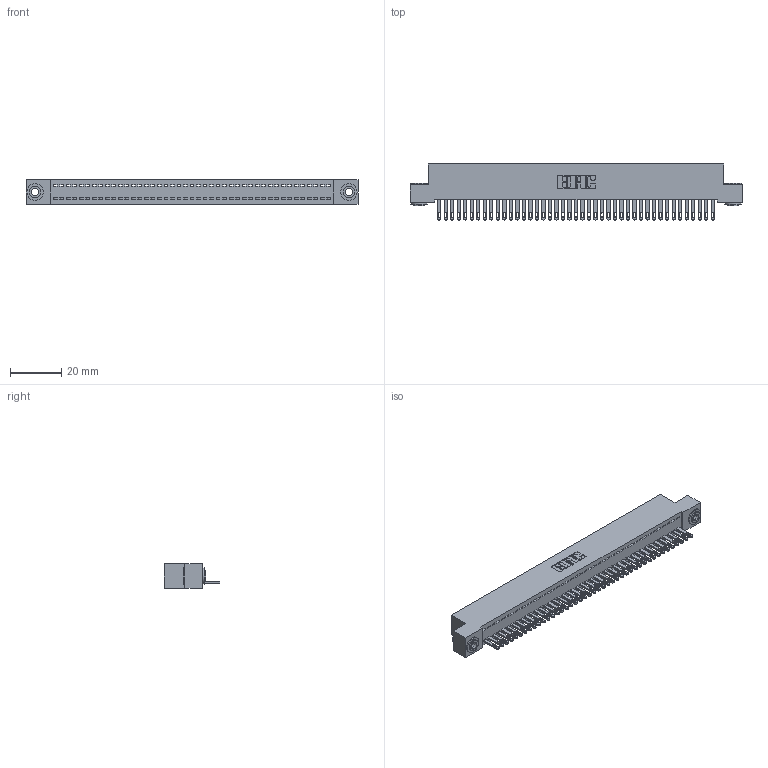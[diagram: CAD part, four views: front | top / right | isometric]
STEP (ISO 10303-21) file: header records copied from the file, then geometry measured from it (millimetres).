
FILE_DESCRIPTION (( 'STEP AP203' ), '1' );
FILE_NAME ('342-043-500-103.STEP', '2018-08-12T13:36:50', ( '' ), ( '' ), 'SwSTEP 2.0', 'SolidWorks 2016', '' );
FILE_SCHEMA (( 'CONFIG_CONTROL_DESIGN' ));
Length unit declared in the file: inch
Products named in the file (4): 342 Part_.156 TH; 345-292-001_345-293-100; 342-250-002_345-250-002-102; 342-043-500-103
Assembly tree (46 placements, depth 2):
  342-043-500-103
    342 Part_.156 TH
    345-292-001_345-293-100  x43
    342-250-002_345-250-002-102  x2
Bounding box: 129.54 x 21.85 x 9.4 mm (x, y, z)
Volume: 11411.2 mm3; surface area: 17086.3 mm2
Topology: 46 solids, 46 shells, 2470 faces, 7599 edges, 5062 vertices
Faces by surface type: plane 1624, cylinder 838, cone 8
Entity records: 26606 total; most frequent: CARTESIAN_POINT 4566, ORIENTED_EDGE 4538, DIRECTION 3885, EDGE_CURVE 2269, LINE 2113, VECTOR 2113, VERTEX_POINT 1510, AXIS2_PLACEMENT_3D 886
